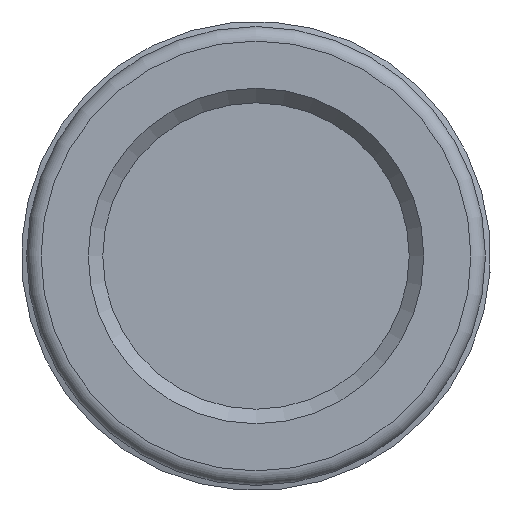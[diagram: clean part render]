
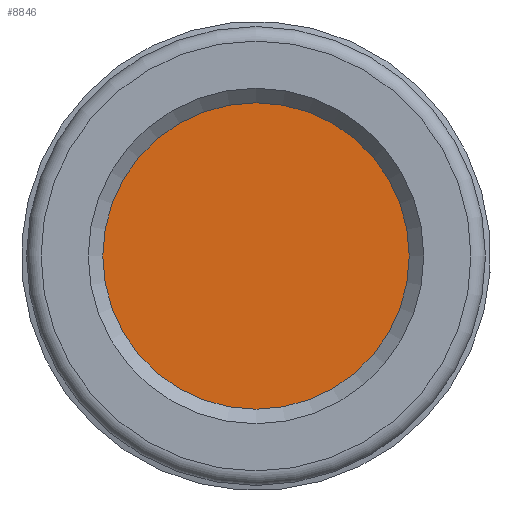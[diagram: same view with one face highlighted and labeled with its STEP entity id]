
A CAD part, left-side view. The second image highlights one B-rep face of the part: STEP entity #8846.
In plain terms, the highlighted planar face has unit normal (-1, 0, 0).
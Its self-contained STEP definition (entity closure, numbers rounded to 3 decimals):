
#405=PLANE('',#9341);
#1613=CIRCLE('',#9322,5.275);
#1614=CIRCLE('',#9323,5.275);
#2557=FACE_OUTER_BOUND('',#3072,.T.);
#3072=EDGE_LOOP('',(#8293,#8294));
#4479=VERTEX_POINT('',#64572);
#4480=VERTEX_POINT('',#64573);
#5743=EDGE_CURVE('',#4479,#4480,#1613,.T.);
#5745=EDGE_CURVE('',#4480,#4479,#1614,.T.);
#8293=ORIENTED_EDGE('',*,*,#5743,.F.);
#8294=ORIENTED_EDGE('',*,*,#5745,.F.);
#8846=ADVANCED_FACE('',(#2557),#405,.T.);
#9322=AXIS2_PLACEMENT_3D('',#64574,#10704,#10705);
#9323=AXIS2_PLACEMENT_3D('',#64576,#10707,#10708);
#9341=AXIS2_PLACEMENT_3D('',#64606,#10745,#10746);
#10704=DIRECTION('center_axis',(1.,0.,0.));
#10705=DIRECTION('ref_axis',(0.,1.,0.));
#10707=DIRECTION('center_axis',(1.,0.,0.));
#10708=DIRECTION('ref_axis',(0.,1.,0.));
#10745=DIRECTION('center_axis',(-1.,0.,0.));
#10746=DIRECTION('ref_axis',(0.,0.,1.));
#64572=CARTESIAN_POINT('',(10.,5.275,0.));
#64573=CARTESIAN_POINT('',(10.,-5.275,0.));
#64574=CARTESIAN_POINT('Origin',(10.,0.,0.));
#64576=CARTESIAN_POINT('Origin',(10.,0.,0.));
#64606=CARTESIAN_POINT('Origin',(10.,5.275,0.));
